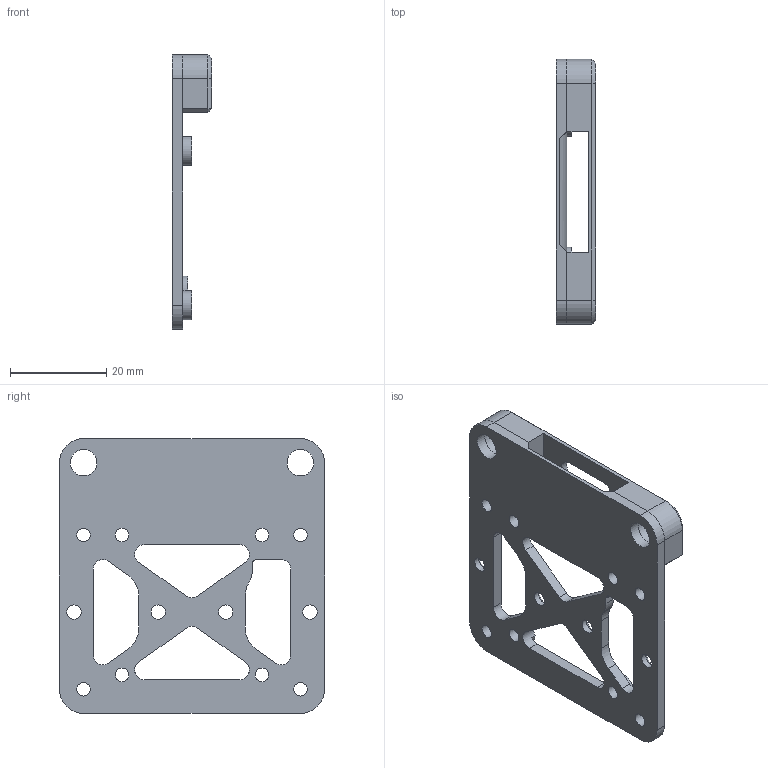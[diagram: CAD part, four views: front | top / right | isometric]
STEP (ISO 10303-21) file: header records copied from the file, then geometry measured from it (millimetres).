
FILE_DESCRIPTION(/* description */ (''),/* implementation_level */ '2;1');
FILE_NAME(/* name */ 'Mellow_utor_mount pl v4.step',/* time_stamp */ '2025-04-14T19:56:01+08:00',/* author */ (''),/* organization */ (''),/* preprocessor_version */ 'ST-DEVELOPER v20.1',/* originating_system */ 'Autodesk Translation Framework v14.4.0.0',/* authorisation */ '');
FILE_SCHEMA (('AUTOMOTIVE_DESIGN { 1 0 10303 214 3 1 1 }'));
Length unit declared in the file: millimetre
Products named in the file (2): utor_mount pl; Component1
Assembly tree (1 placements, depth 2):
  utor_mount pl
    Component1
Bounding box: 8.2 x 55 x 57 mm (x, y, z)
Volume: 6970.6 mm3; surface area: 8079.7 mm2
Topology: 2 solids, 2 shells, 108 faces, 280 edges, 182 vertices
Faces by surface type: plane 53, cylinder 49, cone 6
Full cylindrical faces by diameter (mm): 2.8 x8, 3 x4, 5.5 x4, 6 x6
Entity records: 3528 total; most frequent: DIRECTION 610, CARTESIAN_POINT 573, ORIENTED_EDGE 560, EDGE_CURVE 280, AXIS2_PLACEMENT_3D 219, VERTEX_POINT 182, LINE 172, VECTOR 172
